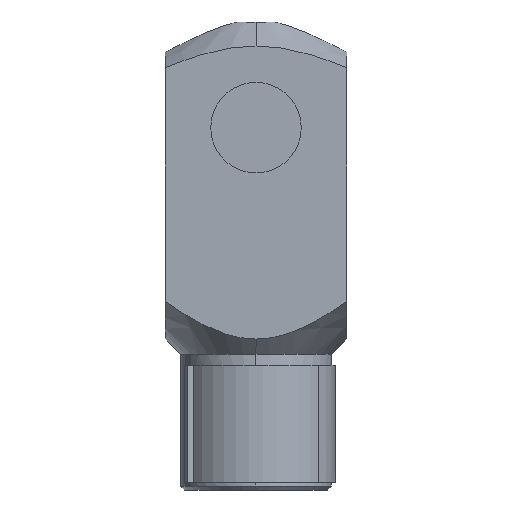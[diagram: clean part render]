
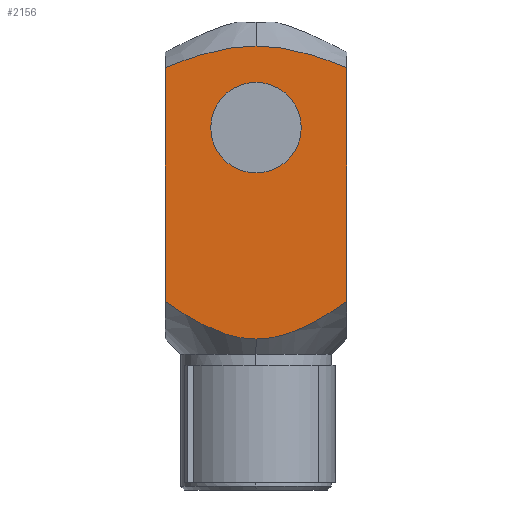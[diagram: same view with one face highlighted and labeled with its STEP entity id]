
A CAD part, left-side view. The second image highlights one B-rep face of the part: STEP entity #2156.
In plain terms, the highlighted planar face has unit normal (-1, 0, 0).
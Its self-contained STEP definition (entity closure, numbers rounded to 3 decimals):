
#121=CARTESIAN_POINT('',(-12.,0.,58.825));
#122=VERTEX_POINT('',#121);
#153=CARTESIAN_POINT('',(-12.,12.,55.955));
#154=VERTEX_POINT('',#153);
#168=CARTESIAN_POINT('',(-12.,0.,58.825));
#169=CARTESIAN_POINT('',(-12.,4.971,58.825));
#170=CARTESIAN_POINT('',(-12.,12.,55.955));
#178=(BOUNDED_CURVE()B_SPLINE_CURVE(2,(#168,#169,#170),.UNSPECIFIED.,.F.,.U.)B_SPLINE_CURVE_WITH_KNOTS((3,3),(3.726,5.898),.UNSPECIFIED.)CURVE()GEOMETRIC_REPRESENTATION_ITEM()RATIONAL_B_SPLINE_CURVE((2.021,2.021,1.674))REPRESENTATION_ITEM(''));
#179=EDGE_CURVE('',#122,#154,#178,.T.);
#208=CARTESIAN_POINT('',(-12.,0.,20.));
#209=VERTEX_POINT('',#208);
#216=CARTESIAN_POINT('',(-12.,12.,24.971));
#217=VERTEX_POINT('',#216);
#218=CARTESIAN_POINT('',(-12.,12.,24.971));
#219=CARTESIAN_POINT('',(-12.,4.971,20.));
#220=CARTESIAN_POINT('',(-12.,0.,20.));
#228=(BOUNDED_CURVE()B_SPLINE_CURVE(2,(#218,#219,#220),.UNSPECIFIED.,.F.,.U.)B_SPLINE_CURVE_WITH_KNOTS((3,3),(0.307,1.789),.UNSPECIFIED.)CURVE()GEOMETRIC_REPRESENTATION_ITEM()RATIONAL_B_SPLINE_CURVE((1.105,1.333,1.333))REPRESENTATION_ITEM(''));
#229=EDGE_CURVE('',#217,#209,#228,.T.);
#284=CARTESIAN_POINT('',(-12.0,-6.,48.));
#285=VERTEX_POINT('',#284);
#301=CARTESIAN_POINT('',(-12.,6.,48.));
#302=VERTEX_POINT('',#301);
#309=CARTESIAN_POINT('',(-12.,0.0,48.));
#310=DIRECTION('',(1.0,0.0,0.0));
#311=DIRECTION('',(0.0,-1.0,0.0));
#312=AXIS2_PLACEMENT_3D('',#309,#310,#311);
#313=CIRCLE('',#312,6.);
#314=EDGE_CURVE('',#285,#302,#313,.T.);
#1852=CARTESIAN_POINT('',(-12.,0.0,48.));
#1853=DIRECTION('',(1.0,0.0,0.0));
#1854=DIRECTION('',(0.0,-1.0,0.0));
#1855=AXIS2_PLACEMENT_3D('',#1852,#1853,#1854);
#1856=CIRCLE('',#1855,6.);
#1857=EDGE_CURVE('',#302,#285,#1856,.T.);
#1912=CARTESIAN_POINT('',(-12.,-12.,24.971));
#1913=VERTEX_POINT('',#1912);
#1927=CARTESIAN_POINT('',(-12.,0.,20.));
#1928=CARTESIAN_POINT('',(-12.,-4.971,20.));
#1929=CARTESIAN_POINT('',(-12.,-12.,24.971));
#1937=(BOUNDED_CURVE()B_SPLINE_CURVE(2,(#1927,#1928,#1929),.UNSPECIFIED.,.F.,.U.)B_SPLINE_CURVE_WITH_KNOTS((3,3),(1.789,3.271),.UNSPECIFIED.)CURVE()GEOMETRIC_REPRESENTATION_ITEM()RATIONAL_B_SPLINE_CURVE((1.333,1.333,1.105))REPRESENTATION_ITEM(''));
#1938=EDGE_CURVE('',#209,#1913,#1937,.T.);
#1992=CARTESIAN_POINT('',(-12.,12.,24.971));
#1993=DIRECTION('',(0.0,0.0,1.0));
#1994=VECTOR('',#1993,30.984);
#1995=LINE('',#1992,#1994);
#1996=EDGE_CURVE('',#217,#154,#1995,.T.);
#2032=CARTESIAN_POINT('',(-12.,-12.,55.955));
#2033=VERTEX_POINT('',#2032);
#2034=CARTESIAN_POINT('',(-12.,-12.,55.955));
#2035=CARTESIAN_POINT('',(-12.,-4.971,58.825));
#2036=CARTESIAN_POINT('',(-12.,0.,58.825));
#2044=(BOUNDED_CURVE()B_SPLINE_CURVE(2,(#2034,#2035,#2036),.UNSPECIFIED.,.F.,.U.)B_SPLINE_CURVE_WITH_KNOTS((3,3),(1.555,3.726),.UNSPECIFIED.)CURVE()GEOMETRIC_REPRESENTATION_ITEM()RATIONAL_B_SPLINE_CURVE((1.674,2.021,2.021))REPRESENTATION_ITEM(''));
#2045=EDGE_CURVE('',#2033,#122,#2044,.T.);
#2134=CARTESIAN_POINT('',(-12.,-12.,18.));
#2135=DIRECTION('',(-1.0,0.0,0.0));
#2136=DIRECTION('',(0.0,0.0,1.0));
#2137=AXIS2_PLACEMENT_3D('',#2134,#2135,#2136);
#2138=PLANE('',#2137);
#2139=ORIENTED_EDGE('',*,*,#229,.T.);
#2140=ORIENTED_EDGE('',*,*,#1938,.T.);
#2141=CARTESIAN_POINT('',(-12.,-12.,24.971));
#2142=DIRECTION('',(0.0,0.0,1.0));
#2143=VECTOR('',#2142,30.984);
#2144=LINE('',#2141,#2143);
#2145=EDGE_CURVE('',#1913,#2033,#2144,.T.);
#2146=ORIENTED_EDGE('',*,*,#2145,.T.);
#2147=ORIENTED_EDGE('',*,*,#2045,.T.);
#2148=ORIENTED_EDGE('',*,*,#179,.T.);
#2149=ORIENTED_EDGE('',*,*,#1996,.F.);
#2150=EDGE_LOOP('',(#2139,#2140,#2146,#2147,#2148,#2149));
#2151=FACE_OUTER_BOUND('',#2150,.T.);
#2152=ORIENTED_EDGE('',*,*,#1857,.T.);
#2153=ORIENTED_EDGE('',*,*,#314,.T.);
#2154=EDGE_LOOP('',(#2152,#2153));
#2155=FACE_BOUND('',#2154,.T.);
#2156=ADVANCED_FACE('',(#2151,#2155),#2138,.T.);
